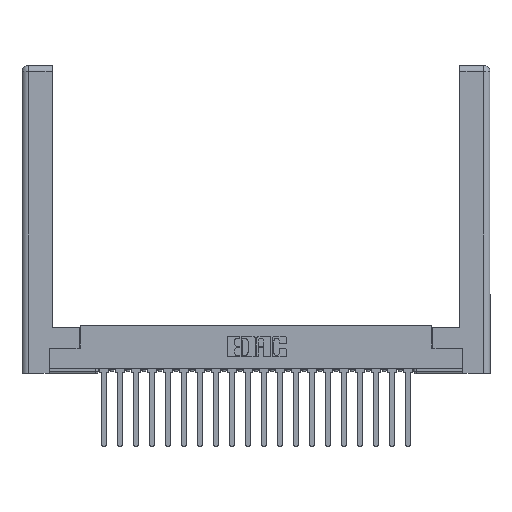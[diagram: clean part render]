
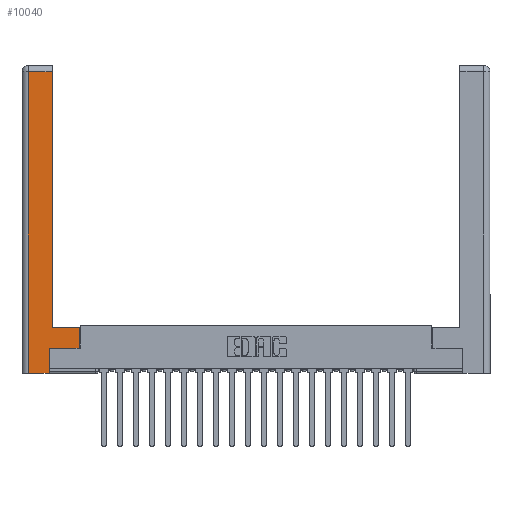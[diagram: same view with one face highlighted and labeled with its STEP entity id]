
A CAD part, top view. The second image highlights one B-rep face of the part: STEP entity #10040.
In plain terms, the highlighted planar face has unit normal (0, 0, 1).
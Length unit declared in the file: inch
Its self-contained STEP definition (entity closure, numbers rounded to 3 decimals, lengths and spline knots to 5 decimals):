
#528 = DIRECTION ( 'NONE',  ( 0., 1., 0. ) ) ;
#991 = CARTESIAN_POINT ( 'NONE',  ( 0.295, 3., 0. ) ) ;
#1096 = EDGE_CURVE ( 'NONE', #2900, #4644, #11218, .T. ) ;
#1442 = CARTESIAN_POINT ( 'NONE',  ( 0.0615, 0., 0. ) ) ;
#1521 = CARTESIAN_POINT ( 'NONE',  ( 0., 0., 0. ) ) ;
#1545 = EDGE_LOOP ( 'NONE', ( #12456, #20581, #21978, #11686, #10668, #10434, #13551, #21560 ) ) ;
#2107 = VERTEX_POINT ( 'NONE', #4377 ) ;
#2306 = CARTESIAN_POINT ( 'NONE',  ( 0.0615, 2.94, 0. ) ) ;
#2860 = DIRECTION ( 'NONE',  ( -1., 0., 0. ) ) ;
#2900 = VERTEX_POINT ( 'NONE', #19511 ) ;
#3614 = VECTOR ( 'NONE', #11444, 39.37008 ) ;
#4103 = VERTEX_POINT ( 'NONE', #1442 ) ;
#4377 = CARTESIAN_POINT ( 'NONE',  ( 0.265, 0., 0. ) ) ;
#4644 = VERTEX_POINT ( 'NONE', #5296 ) ;
#4817 = VECTOR ( 'NONE', #10368, 39.37008 ) ;
#5022 = AXIS2_PLACEMENT_3D ( 'NONE', #1521, #12177, #21210 ) ;
#5296 = CARTESIAN_POINT ( 'NONE',  ( 0.565, 0.45, 0. ) ) ;
#5363 = CARTESIAN_POINT ( 'NONE',  ( 0.295, 2.94, 0. ) ) ;
#6147 = VECTOR ( 'NONE', #528, 39.37008 ) ;
#6249 = CARTESIAN_POINT ( 'NONE',  ( 0.565, 0.245, 0. ) ) ;
#8346 = LINE ( 'NONE', #6249, #3614 ) ;
#8553 = DIRECTION ( 'NONE',  ( 0., 1., 0. ) ) ;
#8652 = LINE ( 'NONE', #20050, #6147 ) ;
#8713 = PLANE ( 'NONE',  #5022 ) ;
#8935 = EDGE_CURVE ( 'NONE', #16696, #2900, #8346, .T. ) ;
#9177 = CARTESIAN_POINT ( 'NONE',  ( 0.565, 0.45, 0. ) ) ;
#9455 = CARTESIAN_POINT ( 'NONE',  ( 0.0615, 0., 0. ) ) ;
#9489 = EDGE_CURVE ( 'NONE', #15229, #12295, #14876, .T. ) ;
#10040 = ADVANCED_FACE ( 'NONE', ( #15396 ), #8713, .F. ) ;
#10368 = DIRECTION ( 'NONE',  ( 0., 1., 0. ) ) ;
#10434 = ORIENTED_EDGE ( 'NONE', *, *, #8935, .T. ) ;
#10668 = ORIENTED_EDGE ( 'NONE', *, *, #11714, .T. ) ;
#10827 = EDGE_CURVE ( 'NONE', #4103, #2107, #21504, .T. ) ;
#10935 = VECTOR ( 'NONE', #8553, 39.37008 ) ;
#11218 = LINE ( 'NONE', #9177, #10935 ) ;
#11344 = EDGE_CURVE ( 'NONE', #12295, #14342, #11464, .T. ) ;
#11444 = DIRECTION ( 'NONE',  ( 1., 0., 0. ) ) ;
#11464 = LINE ( 'NONE', #11668, #14246 ) ;
#11620 = LINE ( 'NONE', #20644, #20529 ) ;
#11668 = CARTESIAN_POINT ( 'NONE',  ( 0.0615, 2.94, 0. ) ) ;
#11686 = ORIENTED_EDGE ( 'NONE', *, *, #10827, .T. ) ;
#11714 = EDGE_CURVE ( 'NONE', #2107, #16696, #8652, .T. ) ;
#12177 = DIRECTION ( 'NONE',  ( 0., 0., -1. ) ) ;
#12295 = VERTEX_POINT ( 'NONE', #5363 ) ;
#12456 = ORIENTED_EDGE ( 'NONE', *, *, #9489, .T. ) ;
#12792 = VECTOR ( 'NONE', #13061, 39.37008 ) ;
#13044 = EDGE_CURVE ( 'NONE', #14342, #4103, #22532, .T. ) ;
#13061 = DIRECTION ( 'NONE',  ( 0., -1., 0. ) ) ;
#13551 = ORIENTED_EDGE ( 'NONE', *, *, #1096, .T. ) ;
#14246 = VECTOR ( 'NONE', #15385, 39.37008 ) ;
#14342 = VERTEX_POINT ( 'NONE', #2306 ) ;
#14524 = EDGE_CURVE ( 'NONE', #4644, #15229, #11620, .T. ) ;
#14876 = LINE ( 'NONE', #991, #4817 ) ;
#15229 = VERTEX_POINT ( 'NONE', #22693 ) ;
#15385 = DIRECTION ( 'NONE',  ( -1., 0., 0. ) ) ;
#15396 = FACE_OUTER_BOUND ( 'NONE', #1545, .T. ) ;
#15421 = DIRECTION ( 'NONE',  ( 1., 0., 0. ) ) ;
#16696 = VERTEX_POINT ( 'NONE', #18055 ) ;
#18055 = CARTESIAN_POINT ( 'NONE',  ( 0.265, 0.245, 0. ) ) ;
#19511 = CARTESIAN_POINT ( 'NONE',  ( 0.565, 0.245, 0. ) ) ;
#20050 = CARTESIAN_POINT ( 'NONE',  ( 0.265, 0.245, 0. ) ) ;
#20529 = VECTOR ( 'NONE', #2860, 39.37008 ) ;
#20581 = ORIENTED_EDGE ( 'NONE', *, *, #11344, .T. ) ;
#20644 = CARTESIAN_POINT ( 'NONE',  ( 0.295, 0.45, 0. ) ) ;
#20870 = CARTESIAN_POINT ( 'NONE',  ( 0.265, 0., 0. ) ) ;
#21210 = DIRECTION ( 'NONE',  ( -1., 0., 0. ) ) ;
#21504 = LINE ( 'NONE', #20870, #22593 ) ;
#21560 = ORIENTED_EDGE ( 'NONE', *, *, #14524, .T. ) ;
#21978 = ORIENTED_EDGE ( 'NONE', *, *, #13044, .T. ) ;
#22532 = LINE ( 'NONE', #9455, #12792 ) ;
#22593 = VECTOR ( 'NONE', #15421, 39.37008 ) ;
#22693 = CARTESIAN_POINT ( 'NONE',  ( 0.295, 0.45, 0. ) ) ;
